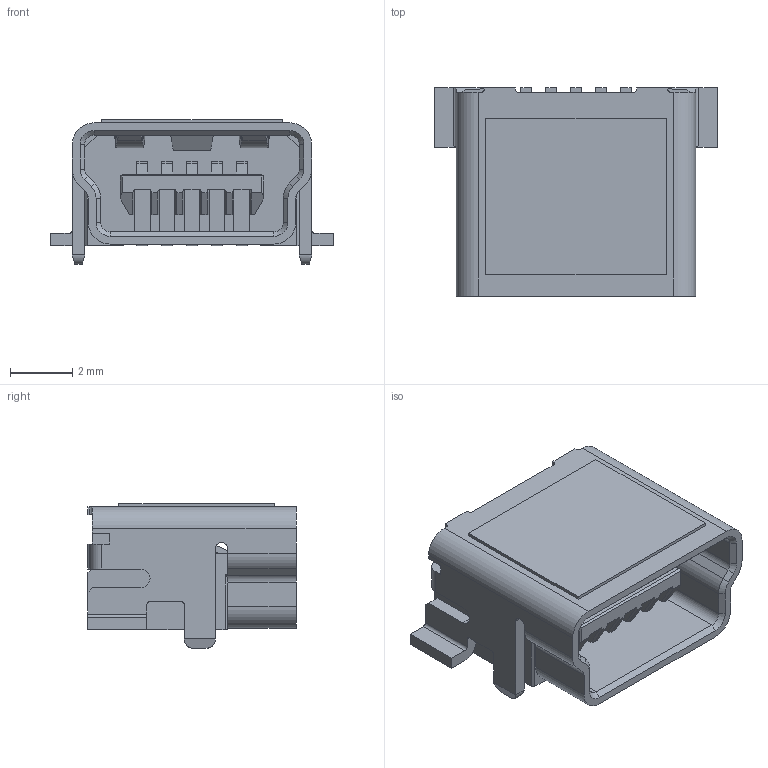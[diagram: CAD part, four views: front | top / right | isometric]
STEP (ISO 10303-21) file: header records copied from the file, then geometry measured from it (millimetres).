
FILE_DESCRIPTION(/* description */ (''),/* implementation_level */ '2;1');
FILE_NAME(/* name */ '513870530.step',/* time_stamp */ '2021-07-24T10:46:30-04:00',/* author */ (''),/* organization */ (''),/* preprocessor_version */ 'ST-DEVELOPER v18.1',/* originating_system */ 'Autodesk Translation Framework v10.9.0.1377',/* authorisation */ '');
FILE_SCHEMA (('AUTOMOTIVE_DESIGN { 1 0 10303 214 3 1 1 }'));
Length unit declared in the file: millimetre
Products named in the file (1): 513870530
Bounding box: 9.1 x 6.7 x 4.65 mm (x, y, z)
Volume: 94.9 mm3; surface area: 482.9 mm2
Topology: 1 solids, 1 shells, 384 faces, 1065 edges, 684 vertices
Faces by surface type: plane 280, cylinder 78, bspline 18, cone 8
Entity records: 12796 total; most frequent: CARTESIAN_POINT 2720, ORIENTED_EDGE 2130, DIRECTION 1919, EDGE_CURVE 1065, LINE 869, VECTOR 869, VERTEX_POINT 684, AXIS2_PLACEMENT_3D 525
